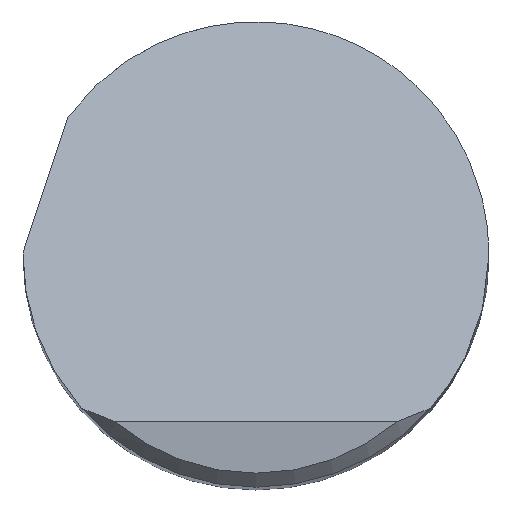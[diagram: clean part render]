
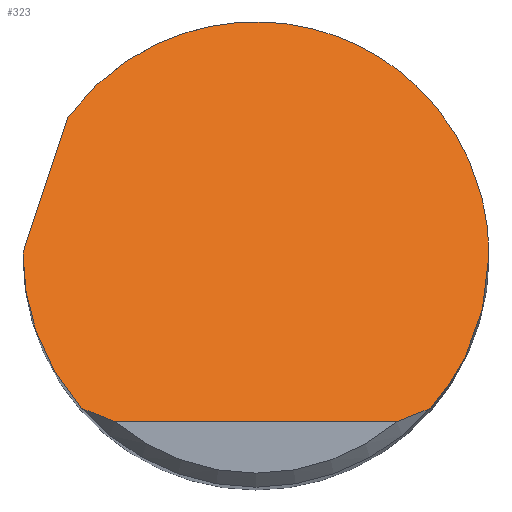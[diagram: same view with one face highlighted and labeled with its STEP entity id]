
A CAD part, top view. The second image highlights one B-rep face of the part: STEP entity #323.
In plain terms, the highlighted planar face has unit normal (0, 0.707, 0.707).
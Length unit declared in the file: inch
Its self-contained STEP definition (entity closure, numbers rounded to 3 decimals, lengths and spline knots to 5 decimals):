
#4 = CARTESIAN_POINT ( 'NONE',  ( 0.25, -0.06141, 2.88141 ) ) ;
#24 = EDGE_CURVE ( 'NONE', #294, #467, #482, .T. ) ;
#31 = CARTESIAN_POINT ( 'NONE',  ( 0.15108, -0.18, 3. ) ) ;
#65 = EDGE_LOOP ( 'NONE', ( #217, #724, #187, #496, #672, #436, #117, #572 ) ) ;
#66 = CARTESIAN_POINT ( 'NONE',  ( 0.25, 0., 2.82 ) ) ;
#113 = CARTESIAN_POINT ( 'NONE',  ( -0.25, 0.00067, 2.81933 ) ) ;
#117 = ORIENTED_EDGE ( 'NONE', *, *, #135, .F. ) ;
#118 = CARTESIAN_POINT ( 'NONE',  ( -0.25, 0.00133, 2.81867 ) ) ;
#120 = B_SPLINE_CURVE_WITH_KNOTS ( 'NONE', 3,
 ( #657, #140, #285, #730 ),
 .UNSPECIFIED., .F., .F.,
 ( 4, 4 ),
 ( 0., 0.00108 ),
 .UNSPECIFIED. ) ;
#127 = CARTESIAN_POINT ( 'NONE',  ( -0.25, -0.06141, 2.88141 ) ) ;
#135 = EDGE_CURVE ( 'NONE', #294, #715, #318, .T. ) ;
#140 = CARTESIAN_POINT ( 'NONE',  ( 0.16367, -0.17542, 2.99542 ) ) ;
#147 = CARTESIAN_POINT ( 'NONE',  ( -0.20198, 0.14732, 2.67268 ) ) ;
#163 = DIRECTION ( 'NONE',  ( 0., -0.707, -0.707 ) ) ;
#165 = EDGE_CURVE ( 'NONE', #195, #620, #619, .T. ) ;
#167 = VECTOR ( 'NONE', #734, 39.37008 ) ;
#173 = VERTEX_POINT ( 'NONE', #31 ) ;
#187 = ORIENTED_EDGE ( 'NONE', *, *, #486, .F. ) ;
#194 = CARTESIAN_POINT ( 'NONE',  ( 0.22834, -0.11887, 2.93887 ) ) ;
#195 = VERTEX_POINT ( 'NONE', #729 ) ;
#199 = VERTEX_POINT ( 'NONE', #501 ) ;
#217 = ORIENTED_EDGE ( 'NONE', *, *, #365, .T. ) ;
#249 = CARTESIAN_POINT ( 'NONE',  ( 0.18782, -0.165, 2.985 ) ) ;
#269 = CARTESIAN_POINT ( 'NONE',  ( -0.30701, -0.17058, 2.99058 ) ) ;
#281 = CARTESIAN_POINT ( 'NONE',  ( 0., -0.18, 3. ) ) ;
#285 = CARTESIAN_POINT ( 'NONE',  ( 0.17589, -0.1704, 2.9904 ) ) ;
#294 = VERTEX_POINT ( 'NONE', #741 ) ;
#313 = EDGE_CURVE ( 'NONE', #715, #195, #556, .T. ) ;
#318 =( BOUNDED_CURVE ( )  B_SPLINE_CURVE ( 3, ( #411, #644, #127, #359 ),
 .UNSPECIFIED., .F., .F. ) 
 B_SPLINE_CURVE_WITH_KNOTS ( ( 4, 4 ),
 ( 3.99157, 4.71239 ),
 .UNSPECIFIED. ) 
 CURVE ( )  GEOMETRIC_REPRESENTATION_ITEM ( )  RATIONAL_B_SPLINE_CURVE ( ( 1., 0.957, 0.957, 1. ) ) 
 REPRESENTATION_ITEM ( '' )  );
#323 = ADVANCED_FACE ( 'NONE', ( #511 ), #452, .F. ) ;
#346 =( BOUNDED_CURVE ( )  B_SPLINE_CURVE ( 3, ( #66, #4, #194, #249 ),
 .UNSPECIFIED., .F., .F. ) 
 B_SPLINE_CURVE_WITH_KNOTS ( ( 4, 4 ),
 ( 1.5708, 2.29162 ),
 .UNSPECIFIED. ) 
 CURVE ( )  GEOMETRIC_REPRESENTATION_ITEM ( )  RATIONAL_B_SPLINE_CURVE ( ( 1., 0.957, 0.957, 1. ) ) 
 REPRESENTATION_ITEM ( '' )  );
#359 = CARTESIAN_POINT ( 'NONE',  ( -0.25, 0., 2.82 ) ) ;
#363 = CARTESIAN_POINT ( 'NONE',  ( -0.15108, -0.18, 3. ) ) ;
#365 = EDGE_CURVE ( 'NONE', #467, #173, #465, .T. ) ;
#378 = CARTESIAN_POINT ( 'NONE',  ( 0.25, 0.29348, 2.52652 ) ) ;
#387 = CARTESIAN_POINT ( 'NONE',  ( -0.18782, -0.165, 2.985 ) ) ;
#391 = CARTESIAN_POINT ( 'NONE',  ( -0.17589, -0.1704, 2.9904 ) ) ;
#395 = CARTESIAN_POINT ( 'NONE',  ( -0.16367, -0.17542, 2.99542 ) ) ;
#411 = CARTESIAN_POINT ( 'NONE',  ( -0.18782, -0.165, 2.985 ) ) ;
#436 = ORIENTED_EDGE ( 'NONE', *, *, #313, .F. ) ;
#452 = PLANE ( 'NONE',  #567 ) ;
#456 = CARTESIAN_POINT ( 'NONE',  ( -0.25, -0.18, 3. ) ) ;
#465 = LINE ( 'NONE', #281, #709 ) ;
#467 = VERTEX_POINT ( 'NONE', #363 ) ;
#482 = B_SPLINE_CURVE_WITH_KNOTS ( 'NONE', 3,
 ( #387, #391, #395, #561 ),
 .UNSPECIFIED., .F., .F.,
 ( 4, 4 ),
 ( 0., 0.00108 ),
 .UNSPECIFIED. ) ;
#486 = EDGE_CURVE ( 'NONE', #737, #199, #346, .T. ) ;
#495 = CARTESIAN_POINT ( 'NONE',  ( -0.20198, 0.14732, 2.67268 ) ) ;
#496 = ORIENTED_EDGE ( 'NONE', *, *, #581, .F. ) ;
#501 = CARTESIAN_POINT ( 'NONE',  ( 0.18782, -0.165, 2.985 ) ) ;
#509 = CARTESIAN_POINT ( 'NONE',  ( 0.25, 0., 2.82 ) ) ;
#511 = FACE_OUTER_BOUND ( 'NONE', #65, .T. ) ;
#515 = DIRECTION ( 'NONE',  ( 1., 0., 0. ) ) ;
#556 =( BOUNDED_CURVE ( )  B_SPLINE_CURVE ( 3, ( #621, #113, #118, #677 ),
 .UNSPECIFIED., .F., .T. ) 
 B_SPLINE_CURVE_WITH_KNOTS ( ( 4, 4 ),
 ( 4.71239, 4.72039 ),
 .UNSPECIFIED. ) 
 CURVE ( )  GEOMETRIC_REPRESENTATION_ITEM ( )  RATIONAL_B_SPLINE_CURVE ( ( 1., 1., 1., 1. ) ) 
 REPRESENTATION_ITEM ( '' )  );
#561 = CARTESIAN_POINT ( 'NONE',  ( -0.15108, -0.18, 3. ) ) ;
#567 = AXIS2_PLACEMENT_3D ( 'NONE', #456, #163, #681 ) ;
#571 = CARTESIAN_POINT ( 'NONE',  ( -0.25, 0., 2.82 ) ) ;
#572 = ORIENTED_EDGE ( 'NONE', *, *, #24, .T. ) ;
#578 =( BOUNDED_CURVE ( )  B_SPLINE_CURVE ( 3, ( #147, #611, #378, #714 ),
 .UNSPECIFIED., .F., .T. ) 
 B_SPLINE_CURVE_WITH_KNOTS ( ( 4, 4 ),
 ( 5.34257, 7.85398 ),
 .UNSPECIFIED. ) 
 CURVE ( )  GEOMETRIC_REPRESENTATION_ITEM ( )  RATIONAL_B_SPLINE_CURVE ( ( 1., 0.54, 0.54, 1. ) ) 
 REPRESENTATION_ITEM ( '' )  );
#581 = EDGE_CURVE ( 'NONE', #620, #737, #578, .T. ) ;
#611 = CARTESIAN_POINT ( 'NONE',  ( -0.02903, 0.38443, 2.43557 ) ) ;
#619 = LINE ( 'NONE', #269, #167 ) ;
#620 = VERTEX_POINT ( 'NONE', #495 ) ;
#621 = CARTESIAN_POINT ( 'NONE',  ( -0.25, 0., 2.82 ) ) ;
#644 = CARTESIAN_POINT ( 'NONE',  ( -0.22834, -0.11887, 2.93887 ) ) ;
#657 = CARTESIAN_POINT ( 'NONE',  ( 0.15108, -0.18, 3. ) ) ;
#667 = EDGE_CURVE ( 'NONE', #173, #199, #120, .T. ) ;
#672 = ORIENTED_EDGE ( 'NONE', *, *, #165, .F. ) ;
#677 = CARTESIAN_POINT ( 'NONE',  ( -0.24999, 0.002, 2.818 ) ) ;
#681 = DIRECTION ( 'NONE',  ( 0., 0.707, -0.707 ) ) ;
#709 = VECTOR ( 'NONE', #515, 39.37008 ) ;
#714 = CARTESIAN_POINT ( 'NONE',  ( 0.25, 0., 2.82 ) ) ;
#715 = VERTEX_POINT ( 'NONE', #571 ) ;
#724 = ORIENTED_EDGE ( 'NONE', *, *, #667, .T. ) ;
#729 = CARTESIAN_POINT ( 'NONE',  ( -0.24999, 0.002, 2.818 ) ) ;
#730 = CARTESIAN_POINT ( 'NONE',  ( 0.18782, -0.165, 2.985 ) ) ;
#734 = DIRECTION ( 'NONE',  ( 0.227, 0.689, -0.689 ) ) ;
#737 = VERTEX_POINT ( 'NONE', #509 ) ;
#741 = CARTESIAN_POINT ( 'NONE',  ( -0.18782, -0.165, 2.985 ) ) ;
